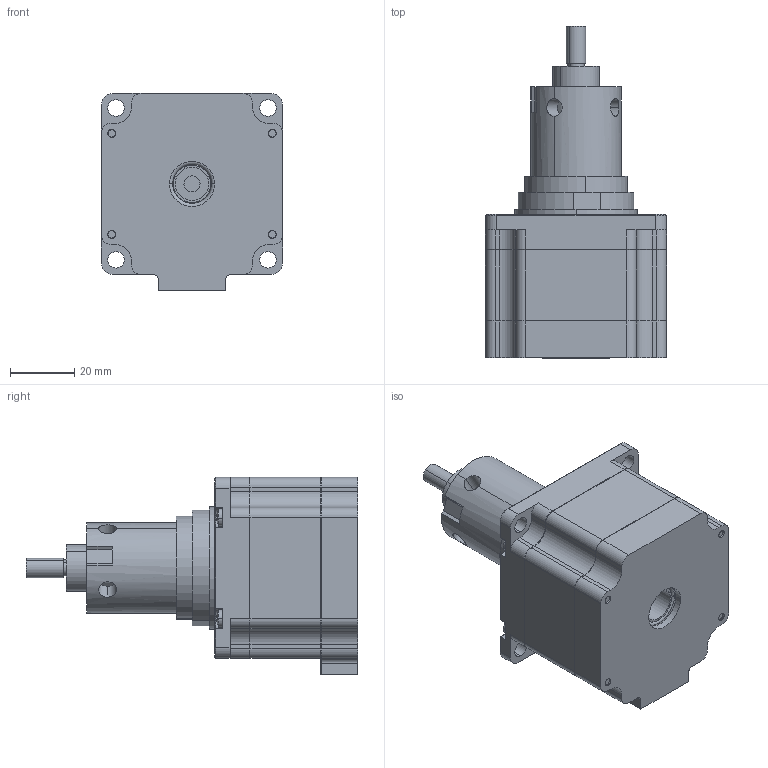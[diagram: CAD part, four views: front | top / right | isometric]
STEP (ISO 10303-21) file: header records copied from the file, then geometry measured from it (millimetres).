
FILE_DESCRIPTION (( 'STEP AP203' ), '1' );
FILE_NAME ('LC234S-E09050-25-S-210.STEP', '2019-03-01T02:14:30', ( 'Sky123.Org' ), ( 'Sky123.Org' ), 'SwSTEP 2.0', 'SolidWorks 2014', '' );
FILE_SCHEMA (( 'CONFIG_CONTROL_DESIGN' ));
Length unit declared in the file: millimetre
Products named in the file (1): LC234S-E09050-25-S-210
Bounding box: 56.2 x 103 x 61.2 mm (x, y, z)
Surface area: 27509.2 mm2 (no closed solid volume)
Topology: 0 solids, 19 shells, 404 faces, 2040 edges, 1649 vertices
Faces by surface type: plane 215, cylinder 100, cone 79, sphere 8, torus 2
Entity records: 21743 total; most frequent: CARTESIAN_POINT 5200, DIRECTION 3618, ORIENTED_EDGE 2982, EDGE_CURVE 2040, VERTEX_POINT 1649, AXIS2_PLACEMENT_3D 1289, VECTOR 1040, LINE 1040
